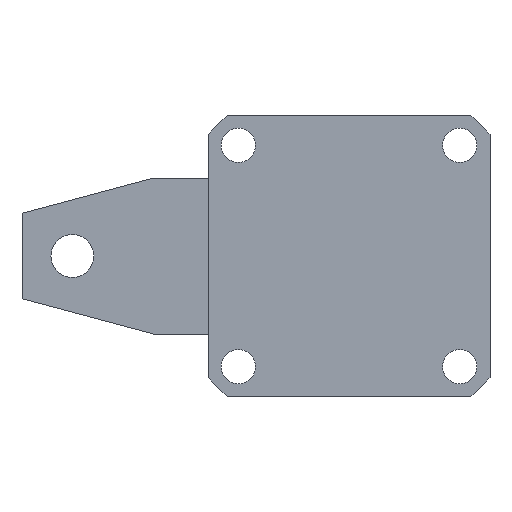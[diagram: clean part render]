
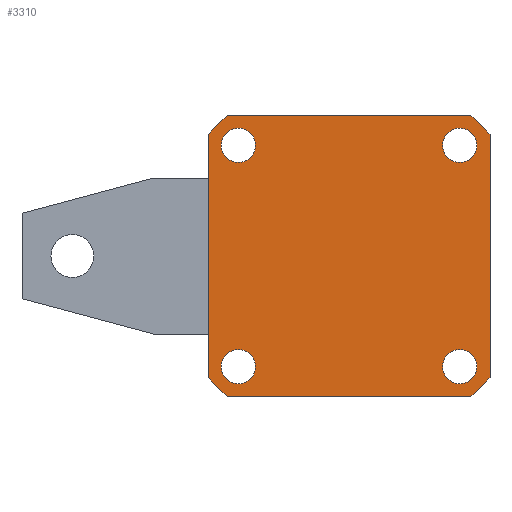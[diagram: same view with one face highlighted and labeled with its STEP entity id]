
A CAD part, front view. The second image highlights one B-rep face of the part: STEP entity #3310.
In plain terms, the highlighted planar face has unit normal (0, -1, 0).
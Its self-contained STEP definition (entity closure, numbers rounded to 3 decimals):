
#52 = DIRECTION ( 'NONE',  ( 0., 0., -1. ) ) ;
#63 = PLANE ( 'NONE',  #515 ) ;
#80 = CARTESIAN_POINT ( 'NONE',  ( 0., 0., 0. ) ) ;
#99 = DIRECTION ( 'NONE',  ( 0., -1., 0. ) ) ;
#318 = AXIS2_PLACEMENT_3D ( 'NONE', #1651, #1647, #1650 ) ;
#335 = EDGE_CURVE ( 'NONE', #2229, #2878, #2544, .T. ) ;
#336 = EDGE_CURVE ( 'NONE', #2194, #2198, #2759, .T. ) ;
#394 = AXIS2_PLACEMENT_3D ( 'NONE', #5375, #5373, #5366 ) ;
#412 = AXIS2_PLACEMENT_3D ( 'NONE', #1807, #1806, #1805 ) ;
#463 = EDGE_CURVE ( 'NONE', #2507, #2344, #2158, .T. ) ;
#466 = EDGE_CURVE ( 'NONE', #2548, #2187, #2464, .T. ) ;
#497 = AXIS2_PLACEMENT_3D ( 'NONE', #1336, #1335, #1334 ) ;
#498 = EDGE_CURVE ( 'NONE', #2782, #2688, #2554, .T. ) ;
#514 = EDGE_CURVE ( 'NONE', #2229, #2198, #2559, .T. ) ;
#515 = AXIS2_PLACEMENT_3D ( 'NONE', #80, #99, #52 ) ;
#518 = AXIS2_PLACEMENT_3D ( 'NONE', #5421, #5420, #5407 ) ;
#535 = AXIS2_PLACEMENT_3D ( 'NONE', #1762, #1761, #1760 ) ;
#539 = AXIS2_PLACEMENT_3D ( 'NONE', #5316, #5288, #5209 ) ;
#545 = AXIS2_PLACEMENT_3D ( 'NONE', #1599, #1598, #1593 ) ;
#546 = AXIS2_PLACEMENT_3D ( 'NONE', #1936, #1935, #1933 ) ;
#556 = EDGE_CURVE ( 'NONE', #2194, #2688, #2867, .T. ) ;
#559 = AXIS2_PLACEMENT_3D ( 'NONE', #1340, #1339, #1338 ) ;
#564 = EDGE_CURVE ( 'NONE', #2083, #2212, #2266, .T. ) ;
#578 = EDGE_CURVE ( 'NONE', #2329, #2279, #2531, .T. ) ;
#582 = AXIS2_PLACEMENT_3D ( 'NONE', #5246, #5244, #5239 ) ;
#599 = EDGE_CURVE ( 'NONE', #2641, #2233, #2320, .T. ) ;
#604 = AXIS2_PLACEMENT_3D ( 'NONE', #1730, #1729, #1728 ) ;
#622 = EDGE_CURVE ( 'NONE', #2548, #2878, #2406, .T. ) ;
#753 = CARTESIAN_POINT ( 'NONE',  ( 28., 0., -24.187 ) ) ;
#844 = CARTESIAN_POINT ( 'NONE',  ( -24.187, 0., 28. ) ) ;
#927 = CARTESIAN_POINT ( 'NONE',  ( -28., 0., 24.187 ) ) ;
#932 = CARTESIAN_POINT ( 'NONE',  ( -22., 0., 18.6 ) ) ;
#1012 = CARTESIAN_POINT ( 'NONE',  ( -22., 0., -25.4 ) ) ;
#1016 = CARTESIAN_POINT ( 'NONE',  ( 28., 0., 24.187 ) ) ;
#1334 = DIRECTION ( 'NONE',  ( 0., 0., -1. ) ) ;
#1335 = DIRECTION ( 'NONE',  ( 0., -1., 0. ) ) ;
#1336 = CARTESIAN_POINT ( 'NONE',  ( 0., 0., 0. ) ) ;
#1338 = DIRECTION ( 'NONE',  ( 0., 0., -1. ) ) ;
#1339 = DIRECTION ( 'NONE',  ( 0., -1., 0. ) ) ;
#1340 = CARTESIAN_POINT ( 'NONE',  ( 0., 0., 0. ) ) ;
#1525 = CARTESIAN_POINT ( 'NONE',  ( -22., 0., -18.6 ) ) ;
#1534 = CARTESIAN_POINT ( 'NONE',  ( 22., 0., 18.6 ) ) ;
#1553 = CARTESIAN_POINT ( 'NONE',  ( 22., 0., 25.4 ) ) ;
#1575 = CARTESIAN_POINT ( 'NONE',  ( -22., 0., 25.4 ) ) ;
#1578 = CARTESIAN_POINT ( 'NONE',  ( 24.187, 0., -28. ) ) ;
#1581 = CARTESIAN_POINT ( 'NONE',  ( 22., 0., -18.6 ) ) ;
#1591 = CARTESIAN_POINT ( 'NONE',  ( -24.187, 0., -28. ) ) ;
#1593 = DIRECTION ( 'NONE',  ( 0., 0., -1. ) ) ;
#1595 = CARTESIAN_POINT ( 'NONE',  ( -28., 0., -24.187 ) ) ;
#1598 = DIRECTION ( 'NONE',  ( 0., -1., 0. ) ) ;
#1599 = CARTESIAN_POINT ( 'NONE',  ( 0., 0., 0. ) ) ;
#1601 = CARTESIAN_POINT ( 'NONE',  ( 24.187, 0., 28. ) ) ;
#1623 = CARTESIAN_POINT ( 'NONE',  ( 22., 0., -25.4 ) ) ;
#1647 = DIRECTION ( 'NONE',  ( 0., -1., 0. ) ) ;
#1650 = DIRECTION ( 'NONE',  ( 0., 0., -1. ) ) ;
#1651 = CARTESIAN_POINT ( 'NONE',  ( -22., 0., -22. ) ) ;
#1682 = CARTESIAN_POINT ( 'NONE',  ( 28., 0., 28. ) ) ;
#1714 = DIRECTION ( 'NONE',  ( 0., 0., -1. ) ) ;
#1728 = DIRECTION ( 'NONE',  ( 0., 0., -1. ) ) ;
#1729 = DIRECTION ( 'NONE',  ( 0., -1., 0. ) ) ;
#1730 = CARTESIAN_POINT ( 'NONE',  ( -22., 0., 22. ) ) ;
#1760 = DIRECTION ( 'NONE',  ( 0., 0., -1. ) ) ;
#1761 = DIRECTION ( 'NONE',  ( 0., -1., 0. ) ) ;
#1762 = CARTESIAN_POINT ( 'NONE',  ( 22., 0., 22. ) ) ;
#1805 = DIRECTION ( 'NONE',  ( 0., 0., -1. ) ) ;
#1806 = DIRECTION ( 'NONE',  ( 0., -1., 0. ) ) ;
#1807 = CARTESIAN_POINT ( 'NONE',  ( 22., 0., -22. ) ) ;
#1821 = DIRECTION ( 'NONE',  ( 0., 0., 1. ) ) ;
#1847 = CARTESIAN_POINT ( 'NONE',  ( -28., 0., 28. ) ) ;
#1887 = DIRECTION ( 'NONE',  ( -1., 0., 0. ) ) ;
#1915 = CARTESIAN_POINT ( 'NONE',  ( -28., 0., -28. ) ) ;
#1933 = DIRECTION ( 'NONE',  ( 0., 0., -1. ) ) ;
#1935 = DIRECTION ( 'NONE',  ( 0., -1., 0. ) ) ;
#1936 = CARTESIAN_POINT ( 'NONE',  ( 0., 0., 0. ) ) ;
#2036 = CIRCLE ( 'NONE', #518, 3.4 ) ;
#2062 = VECTOR ( 'NONE', #1821, 1000. ) ;
#2081 = EDGE_LOOP ( 'NONE', ( #4568, #4472 ) ) ;
#2083 = VERTEX_POINT ( 'NONE', #1623 ) ;
#2122 = VECTOR ( 'NONE', #1714, 1000. ) ;
#2136 = VECTOR ( 'NONE', #1887, 1000. ) ;
#2158 = CIRCLE ( 'NONE', #318, 3.4 ) ;
#2173 = EDGE_LOOP ( 'NONE', ( #4672, #4618 ) ) ;
#2187 = VERTEX_POINT ( 'NONE', #1601 ) ;
#2194 = VERTEX_POINT ( 'NONE', #1595 ) ;
#2198 = VERTEX_POINT ( 'NONE', #1591 ) ;
#2212 = VERTEX_POINT ( 'NONE', #1581 ) ;
#2229 = VERTEX_POINT ( 'NONE', #1578 ) ;
#2231 = EDGE_LOOP ( 'NONE', ( #4670, #4538, #4537, #4487, #4505, #4571, #4488, #4511 ) ) ;
#2232 = EDGE_LOOP ( 'NONE', ( #2711, #2685 ) ) ;
#2233 = VERTEX_POINT ( 'NONE', #1575 ) ;
#2266 = CIRCLE ( 'NONE', #412, 3.4 ) ;
#2279 = VERTEX_POINT ( 'NONE', #1553 ) ;
#2320 = CIRCLE ( 'NONE', #604, 3.4 ) ;
#2329 = VERTEX_POINT ( 'NONE', #1534 ) ;
#2332 = CIRCLE ( 'NONE', #582, 3.4 ) ;
#2344 = VERTEX_POINT ( 'NONE', #1525 ) ;
#2406 = LINE ( 'NONE', #1682, #2122 ) ;
#2415 = ORIENTED_EDGE ( 'NONE', *, *, #3075, .F. ) ;
#2464 = CIRCLE ( 'NONE', #545, 37. ) ;
#2507 = VERTEX_POINT ( 'NONE', #1012 ) ;
#2531 = CIRCLE ( 'NONE', #535, 3.4 ) ;
#2544 = CIRCLE ( 'NONE', #559, 37. ) ;
#2548 = VERTEX_POINT ( 'NONE', #1016 ) ;
#2554 = CIRCLE ( 'NONE', #546, 37. ) ;
#2559 = LINE ( 'NONE', #1915, #2136 ) ;
#2596 = EDGE_LOOP ( 'NONE', ( #2415, #4573 ) ) ;
#2641 = VERTEX_POINT ( 'NONE', #932 ) ;
#2685 = ORIENTED_EDGE ( 'NONE', *, *, #578, .F. ) ;
#2688 = VERTEX_POINT ( 'NONE', #927 ) ;
#2711 = ORIENTED_EDGE ( 'NONE', *, *, #3071, .F. ) ;
#2730 = CIRCLE ( 'NONE', #539, 3.4 ) ;
#2759 = CIRCLE ( 'NONE', #497, 37. ) ;
#2760 = CIRCLE ( 'NONE', #394, 3.4 ) ;
#2782 = VERTEX_POINT ( 'NONE', #844 ) ;
#2867 = LINE ( 'NONE', #1847, #2062 ) ;
#2878 = VERTEX_POINT ( 'NONE', #753 ) ;
#3067 = EDGE_CURVE ( 'NONE', #2233, #2641, #2036, .T. ) ;
#3071 = EDGE_CURVE ( 'NONE', #2279, #2329, #2760, .T. ) ;
#3075 = EDGE_CURVE ( 'NONE', #2212, #2083, #2730, .T. ) ;
#3079 = EDGE_CURVE ( 'NONE', #2344, #2507, #2332, .T. ) ;
#3115 = EDGE_CURVE ( 'NONE', #2782, #2187, #4247, .T. ) ;
#3310 = ADVANCED_FACE ( 'NONE', ( #4196, #4193, #4195, #4194, #4199 ), #63, .T. ) ;
#4193 = FACE_BOUND ( 'NONE', #2232, .T. ) ;
#4194 = FACE_BOUND ( 'NONE', #2173, .T. ) ;
#4195 = FACE_BOUND ( 'NONE', #2596, .T. ) ;
#4196 = FACE_BOUND ( 'NONE', #2081, .T. ) ;
#4199 = FACE_OUTER_BOUND ( 'NONE', #2231, .T. ) ;
#4242 = VECTOR ( 'NONE', #5298, 1000. ) ;
#4247 = LINE ( 'NONE', #5300, #4242 ) ;
#4472 = ORIENTED_EDGE ( 'NONE', *, *, #599, .F. ) ;
#4487 = ORIENTED_EDGE ( 'NONE', *, *, #466, .T. ) ;
#4488 = ORIENTED_EDGE ( 'NONE', *, *, #556, .F. ) ;
#4505 = ORIENTED_EDGE ( 'NONE', *, *, #3115, .F. ) ;
#4511 = ORIENTED_EDGE ( 'NONE', *, *, #336, .T. ) ;
#4537 = ORIENTED_EDGE ( 'NONE', *, *, #622, .F. ) ;
#4538 = ORIENTED_EDGE ( 'NONE', *, *, #335, .T. ) ;
#4568 = ORIENTED_EDGE ( 'NONE', *, *, #3067, .F. ) ;
#4571 = ORIENTED_EDGE ( 'NONE', *, *, #498, .T. ) ;
#4573 = ORIENTED_EDGE ( 'NONE', *, *, #564, .F. ) ;
#4618 = ORIENTED_EDGE ( 'NONE', *, *, #463, .F. ) ;
#4670 = ORIENTED_EDGE ( 'NONE', *, *, #514, .F. ) ;
#4672 = ORIENTED_EDGE ( 'NONE', *, *, #3079, .F. ) ;
#5209 = DIRECTION ( 'NONE',  ( 0., 0., -1. ) ) ;
#5239 = DIRECTION ( 'NONE',  ( 0., 0., -1. ) ) ;
#5244 = DIRECTION ( 'NONE',  ( 0., -1., 0. ) ) ;
#5246 = CARTESIAN_POINT ( 'NONE',  ( -22., 0., -22. ) ) ;
#5288 = DIRECTION ( 'NONE',  ( 0., -1., 0. ) ) ;
#5298 = DIRECTION ( 'NONE',  ( 1., 0., 0. ) ) ;
#5300 = CARTESIAN_POINT ( 'NONE',  ( -28., 0., 28. ) ) ;
#5316 = CARTESIAN_POINT ( 'NONE',  ( 22., 0., -22. ) ) ;
#5366 = DIRECTION ( 'NONE',  ( 0., 0., -1. ) ) ;
#5373 = DIRECTION ( 'NONE',  ( 0., -1., 0. ) ) ;
#5375 = CARTESIAN_POINT ( 'NONE',  ( 22., 0., 22. ) ) ;
#5407 = DIRECTION ( 'NONE',  ( 0., 0., -1. ) ) ;
#5420 = DIRECTION ( 'NONE',  ( 0., -1., 0. ) ) ;
#5421 = CARTESIAN_POINT ( 'NONE',  ( -22., 0., 22. ) ) ;
